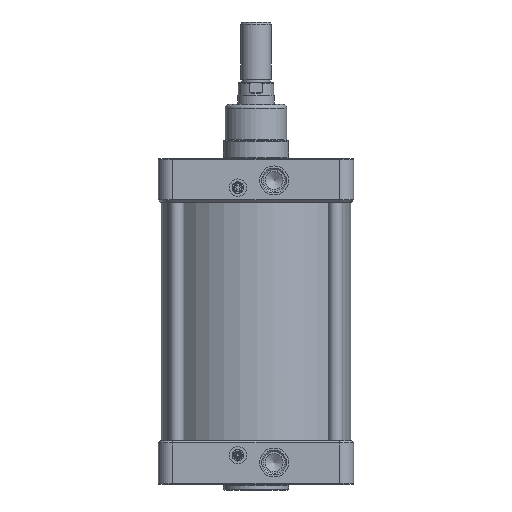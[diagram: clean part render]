
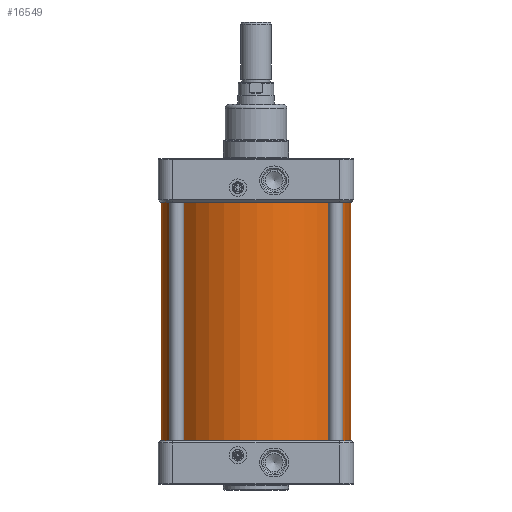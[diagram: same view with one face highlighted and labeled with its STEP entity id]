
A CAD part, front view. The second image highlights one B-rep face of the part: STEP entity #16549.
In plain terms, the highlighted cylindrical face has radius 131 mm (diameter 262 mm), a full revolution.
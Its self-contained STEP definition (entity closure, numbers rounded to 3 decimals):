
#1092=CARTESIAN_POINT('',(131.0,0.,-165.0));
#1093=VERTEX_POINT('',#1092);
#1094=CARTESIAN_POINT('',(0.0,0.0,-165.0));
#1095=DIRECTION('',(0.0,0.0,1.0));
#1096=DIRECTION('',(-1.0,0.0,0.0));
#1097=AXIS2_PLACEMENT_3D('',#1094,#1095,#1096);
#1098=CIRCLE('',#1097,131.0);
#1099=EDGE_CURVE('',#1093,#1093,#1098,.T.);
#16530=CARTESIAN_POINT('',(0.0,0.0,0.0));
#16531=DIRECTION('',(0.0,0.0,1.0));
#16532=DIRECTION('',(-1.0,0.0,0.0));
#16533=AXIS2_PLACEMENT_3D('',#16530,#16531,#16532);
#16534=CYLINDRICAL_SURFACE('',#16533,131.0);
#16535=ORIENTED_EDGE('',*,*,#1099,.T.);
#16536=EDGE_LOOP('',(#16535));
#16537=FACE_OUTER_BOUND('',#16536,.T.);
#16538=CARTESIAN_POINT('',(1.,-130.996,165.0));
#16539=VERTEX_POINT('',#16538);
#16540=CARTESIAN_POINT('',(0.0,0.0,165.0));
#16541=DIRECTION('',(0.0,0.0,-1.0));
#16542=DIRECTION('',(-1.0,0.0,0.0));
#16543=AXIS2_PLACEMENT_3D('',#16540,#16541,#16542);
#16544=CIRCLE('',#16543,131.0);
#16545=EDGE_CURVE('',#16539,#16539,#16544,.T.);
#16546=ORIENTED_EDGE('',*,*,#16545,.T.);
#16547=EDGE_LOOP('',(#16546));
#16548=FACE_BOUND('',#16547,.T.);
#16549=ADVANCED_FACE('',(#16537,#16548),#16534,.T.);
